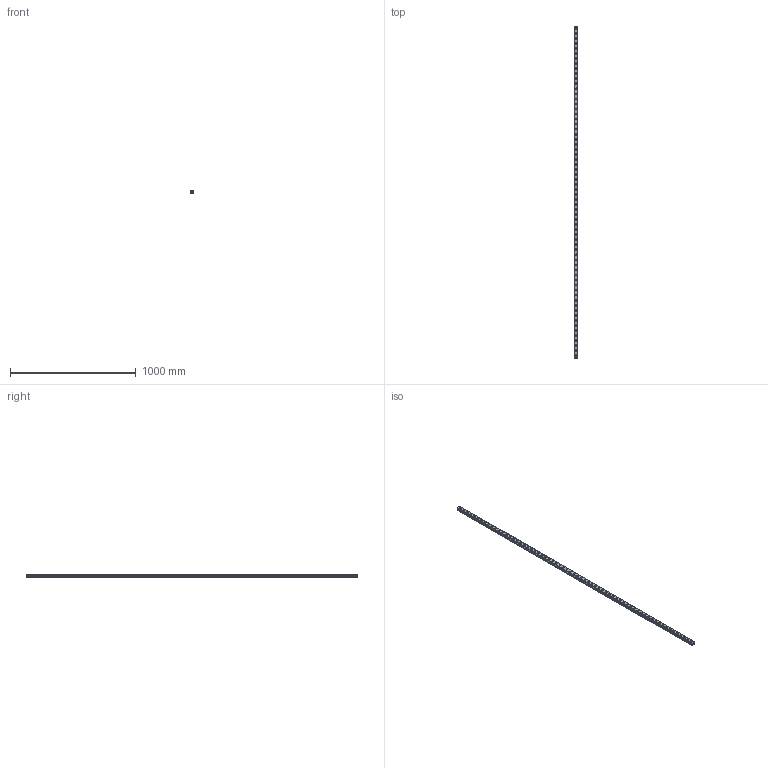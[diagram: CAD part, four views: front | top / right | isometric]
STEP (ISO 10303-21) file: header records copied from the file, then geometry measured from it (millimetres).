
FILE_DESCRIPTION(('STEP AP214'),'1');
FILE_NAME('cctmp_C642E733-DC27-4A9C-B8F0-00A81034E032_2021_03_11_14_40_50_0671..stp','2021-03-11T13:40:50',('HIWIN GmbH'),('CADClick - www.CADClick.com'),'Spatial InterOp 3D',' ','unknown authorization');
FILE_SCHEMA(('AUTOMOTIVE_DESIGN'));
Length unit declared in the file: millimetre
Products named in the file (1): RGR30R2640H_FILE
Bounding box: 28 x 2640 x 28 mm (x, y, z)
Volume: 1515000.9 mm3; surface area: 391712 mm2
Topology: 1 solids, 1 shells, 709 faces, 1515 edges, 1010 vertices
Faces by surface type: cylinder 414, plane 295
Entity records: 25233 total; most frequent: DIRECTION 3763, CARTESIAN_POINT 3235, ORIENTED_EDGE 3030, AXIS2_PLACEMENT_3D 1538, EDGE_CURVE 1515, VERTEX_POINT 1010, EDGE_LOOP 911, CIRCLE 828
